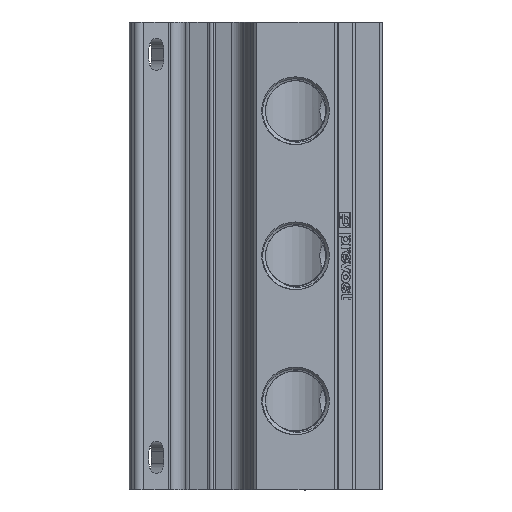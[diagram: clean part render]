
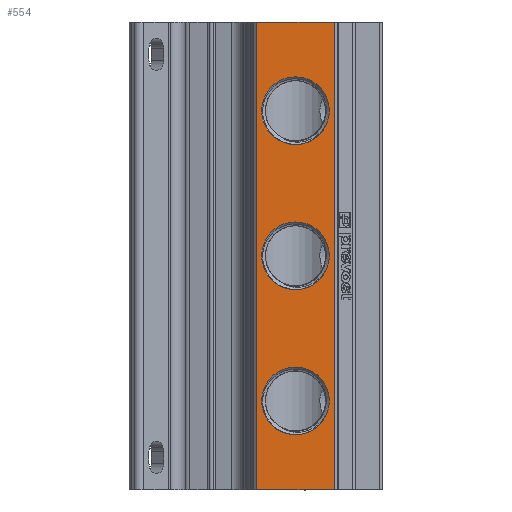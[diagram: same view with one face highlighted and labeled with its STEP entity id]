
A CAD part, top view. The second image highlights one B-rep face of the part: STEP entity #554.
In plain terms, the highlighted planar face has unit normal (0, 0, 1).
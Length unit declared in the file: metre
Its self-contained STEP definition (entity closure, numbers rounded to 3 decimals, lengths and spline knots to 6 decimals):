
#554=ADVANCED_FACE('',(#1212,#1213,#1214,#1215),#1216,.T.);
#1212=FACE_OUTER_BOUND('',#14029,.T.);
#1213=FACE_BOUND('',#14030,.T.);
#1214=FACE_BOUND('',#14031,.T.);
#1215=FACE_BOUND('',#14032,.T.);
#1216=PLANE('',#14033);
#14029=EDGE_LOOP('',(#21390,#21391,#21392,#21393));
#14030=EDGE_LOOP('',(#21394));
#14031=EDGE_LOOP('',(#21395));
#14032=EDGE_LOOP('',(#21396));
#14033=AXIS2_PLACEMENT_3D('',#21397,#21398,#21399);
#21390=ORIENTED_EDGE('',*,*,#22670,.T.);
#21391=ORIENTED_EDGE('',*,*,#22468,.T.);
#21392=ORIENTED_EDGE('',*,*,#22813,.T.);
#21393=ORIENTED_EDGE('',*,*,#22347,.T.);
#21394=ORIENTED_EDGE('',*,*,#22318,.T.);
#21395=ORIENTED_EDGE('',*,*,#22814,.T.);
#21396=ORIENTED_EDGE('',*,*,#22519,.T.);
#21397=CARTESIAN_POINT('',(0.,-0.055,0.005029));
#21398=DIRECTION('',(0.,0.,1.0));
#21399=DIRECTION('',(0.,1.0,0.));
#22318=EDGE_CURVE('',#23427,#23427,#23428,.T.);
#22347=EDGE_CURVE('',#23481,#23479,#23482,.T.);
#22468=EDGE_CURVE('',#23682,#23683,#23684,.T.);
#22519=EDGE_CURVE('',#23774,#23774,#23775,.T.);
#22670=EDGE_CURVE('',#23479,#23682,#23999,.T.);
#22813=EDGE_CURVE('',#23683,#23481,#24163,.T.);
#22814=EDGE_CURVE('',#24164,#24164,#24165,.T.);
#23427=VERTEX_POINT('',#26682);
#23428=CIRCLE('',#26683,0.0105);
#23479=VERTEX_POINT('',#26934);
#23481=VERTEX_POINT('',#26937);
#23482=LINE('',#26938,#26939);
#23682=VERTEX_POINT('',#29884);
#23683=VERTEX_POINT('',#29885);
#23684=LINE('',#29886,#29887);
#23774=VERTEX_POINT('',#30466);
#23775=CIRCLE('',#30467,0.0105);
#23999=LINE('',#33368,#33369);
#24163=LINE('',#34105,#34106);
#24164=VERTEX_POINT('',#34107);
#24165=CIRCLE('',#34108,0.0105);
#26682=CARTESIAN_POINT('',(-0.0105,-0.1175,0.005029));
#26683=AXIS2_PLACEMENT_3D('',#34621,#34622,#34623);
#26934=CARTESIAN_POINT('',(0.012,-0.145,0.005029));
#26937=CARTESIAN_POINT('',(-0.012,-0.145,0.005029));
#26938=CARTESIAN_POINT('',(0.,-0.145,0.005029));
#26939=VECTOR('',#34635,1.0);
#29884=CARTESIAN_POINT('',(0.012,0.,0.005029));
#29885=CARTESIAN_POINT('',(-0.012,0.,0.005029));
#29886=CARTESIAN_POINT('',(0.,0.,0.005029));
#29887=VECTOR('',#34762,1.0);
#30466=CARTESIAN_POINT('',(-0.0105,-0.0725,0.005029));
#30467=AXIS2_PLACEMENT_3D('',#34844,#34845,#34846);
#33368=CARTESIAN_POINT('',(0.012,-0.055,0.005029));
#33369=VECTOR('',#34960,1.0);
#34105=CARTESIAN_POINT('',(-0.012,-0.055,0.005029));
#34106=VECTOR('',#35050,1.0);
#34107=CARTESIAN_POINT('',(-0.0105,-0.0275,0.005029));
#34108=AXIS2_PLACEMENT_3D('',#35051,#35052,#35053);
#34621=CARTESIAN_POINT('',(0.,-0.1175,0.005029));
#34622=DIRECTION('',(0.,0.,-1.0));
#34623=DIRECTION('',(-1.0,0.,0.));
#34635=DIRECTION('',(1.0,0.,0.));
#34762=DIRECTION('',(-1.0,0.,0.));
#34844=CARTESIAN_POINT('',(0.,-0.0725,0.005029));
#34845=DIRECTION('',(0.,0.,-1.0));
#34846=DIRECTION('',(-1.0,0.,0.));
#34960=DIRECTION('',(0.,1.0,0.));
#35050=DIRECTION('',(0.,-1.0,0.));
#35051=CARTESIAN_POINT('',(0.,-0.0275,0.005029));
#35052=DIRECTION('',(0.,0.,-1.0));
#35053=DIRECTION('',(-1.0,0.,0.));
